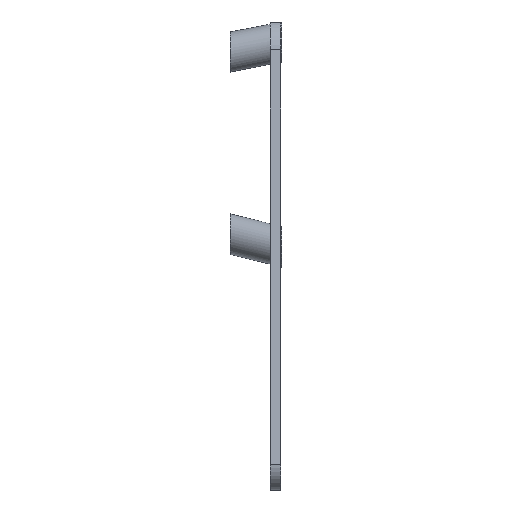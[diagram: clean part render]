
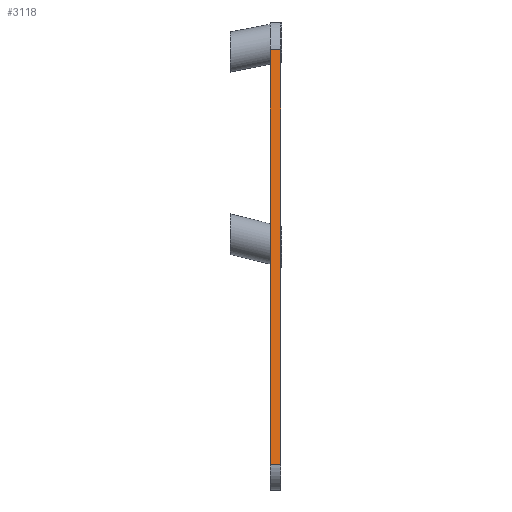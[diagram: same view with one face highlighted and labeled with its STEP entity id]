
A CAD part, left-side view. The second image highlights one B-rep face of the part: STEP entity #3118.
In plain terms, the highlighted planar face has unit normal (-0.994, 0, 0.114).
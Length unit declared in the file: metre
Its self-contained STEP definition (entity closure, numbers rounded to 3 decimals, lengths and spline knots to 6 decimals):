
#250=LINE('',#4979,#546);
#252=LINE('',#4985,#548);
#253=LINE('',#4987,#549);
#254=LINE('',#4989,#550);
#546=VECTOR('',#4008,1.);
#548=VECTOR('',#4014,1.);
#549=VECTOR('',#4015,1.);
#550=VECTOR('',#4016,1.);
#719=PLANE('',#3362);
#1096=ORIENTED_EDGE('',*,*,#1943,.F.);
#1097=ORIENTED_EDGE('',*,*,#1944,.F.);
#1098=ORIENTED_EDGE('',*,*,#1945,.T.);
#1099=ORIENTED_EDGE('',*,*,#1940,.T.);
#1940=EDGE_CURVE('',#2343,#2342,#250,.T.);
#1943=EDGE_CURVE('',#2345,#2342,#252,.T.);
#1944=EDGE_CURVE('',#2346,#2345,#253,.T.);
#1945=EDGE_CURVE('',#2346,#2343,#254,.T.);
#2342=VERTEX_POINT('',#4978);
#2343=VERTEX_POINT('',#4980);
#2345=VERTEX_POINT('',#4986);
#2346=VERTEX_POINT('',#4988);
#2622=EDGE_LOOP('',(#1096,#1097,#1098,#1099));
#2860=FACE_BOUND('',#2622,.T.);
#3118=ADVANCED_FACE('',(#2860),#719,.T.);
#3362=AXIS2_PLACEMENT_3D('',#4984,#4012,#4013);
#4008=DIRECTION('',(0.,1.,0.));
#4012=DIRECTION('',(-0.993,0.,0.114));
#4013=DIRECTION('',(0.114,0.,0.993));
#4014=DIRECTION('',(0.114,0.,0.993));
#4015=DIRECTION('',(0.,1.,0.));
#4016=DIRECTION('',(0.114,0.,0.993));
#4978=CARTESIAN_POINT('',(-0.058063,0.,0.10272));
#4979=CARTESIAN_POINT('',(-0.058063,-0.004,0.10272));
#4980=CARTESIAN_POINT('',(-0.058063,-0.004,0.10272));
#4984=CARTESIAN_POINT('',(-0.068845,-0.004,0.008925));
#4985=CARTESIAN_POINT('',(-0.068845,0.,0.008925));
#4986=CARTESIAN_POINT('',(-0.0762,0.,-0.055059));
#4987=CARTESIAN_POINT('',(-0.0762,-0.004,-0.055059));
#4988=CARTESIAN_POINT('',(-0.0762,-0.004,-0.055059));
#4989=CARTESIAN_POINT('',(-0.068845,-0.004,0.008925));
